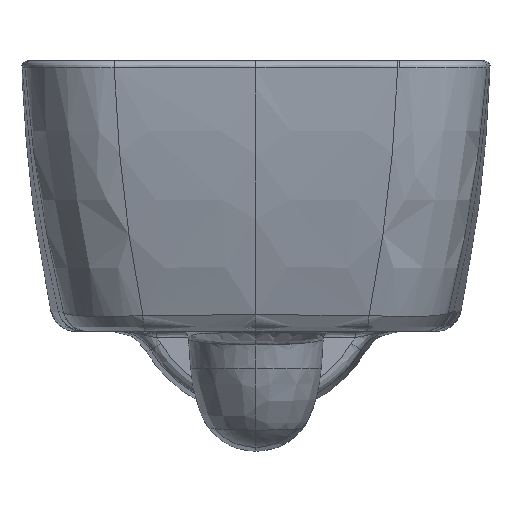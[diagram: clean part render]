
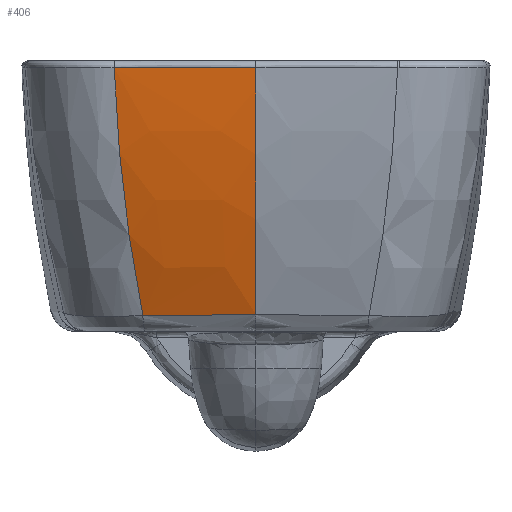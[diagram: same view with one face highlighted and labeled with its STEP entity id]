
A CAD part, front view. The second image highlights one B-rep face of the part: STEP entity #406.
In plain terms, the highlighted free-form (B-spline) face has degree [3, 3] with [7, 7] control points.
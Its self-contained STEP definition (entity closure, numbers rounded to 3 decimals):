
#262=B_SPLINE_SURFACE_WITH_KNOTS('',3,3,((#31569,#31570,#31571,#31572,#31573,
#31574,#31575),(#31576,#31577,#31578,#31579,#31580,#31581,#31582),(#31583,
#31584,#31585,#31586,#31587,#31588,#31589),(#31590,#31591,#31592,#31593,
#31594,#31595,#31596),(#31597,#31598,#31599,#31600,#31601,#31602,#31603),
(#31604,#31605,#31606,#31607,#31608,#31609,#31610),(#31611,#31612,#31613,
#31614,#31615,#31616,#31617)),.UNSPECIFIED.,.F.,.F.,.F.,(4,1,1,1,4),(4,
1,1,1,4),(0.,0.252,0.524,0.797,1.),(0.,
0.25,0.5,0.75,1.),.UNSPECIFIED.);
#406=ADVANCED_FACE('',(#575),#262,.T.);
#575=FACE_OUTER_BOUND('',#741,.T.);
#741=EDGE_LOOP('',(#1459,#1460,#1461,#1462,#1463,#1464));
#1459=ORIENTED_EDGE('',*,*,#1969,.T.);
#1460=ORIENTED_EDGE('',*,*,#2203,.F.);
#1461=ORIENTED_EDGE('',*,*,#2204,.F.);
#1462=ORIENTED_EDGE('',*,*,#2176,.T.);
#1463=ORIENTED_EDGE('',*,*,#1966,.T.);
#1464=ORIENTED_EDGE('',*,*,#1970,.T.);
#1668=VERTEX_POINT('',#14226);
#1675=VERTEX_POINT('',#14561);
#1676=VERTEX_POINT('',#14562);
#1678=VERTEX_POINT('',#14578);
#1808=VERTEX_POINT('',#29995);
#1825=VERTEX_POINT('',#31562);
#1966=EDGE_CURVE('',#1675,#1676,#2360,.T.);
#1969=EDGE_CURVE('',#1678,#1668,#2363,.T.);
#1970=EDGE_CURVE('',#1676,#1678,#2364,.T.);
#2176=EDGE_CURVE('',#1808,#1675,#2538,.T.);
#2203=EDGE_CURVE('',#1825,#1668,#2560,.T.);
#2204=EDGE_CURVE('',#1808,#1825,#2561,.T.);
#2360=B_SPLINE_CURVE_WITH_KNOTS('',3,(#14556,#14557,#14558,#14559,#14560),
 .UNSPECIFIED.,.F.,.F.,(4,1,4),(0.,0.503,1.),.UNSPECIFIED.);
#2363=B_SPLINE_CURVE_WITH_KNOTS('',3,(#14574,#14575,#14576,#14577),
 .UNSPECIFIED.,.F.,.F.,(4,4),(0.,1.),.UNSPECIFIED.);
#2364=B_SPLINE_CURVE_WITH_KNOTS('',3,(#14579,#14580,#14581,#14582,#14583,
#14584),.UNSPECIFIED.,.F.,.F.,(4,1,1,4),(0.,0.156,0.684,
1.),.UNSPECIFIED.);
#2538=B_SPLINE_CURVE_WITH_KNOTS('',3,(#30000,#30001,#30002,#30003,#30004,
#30005),.UNSPECIFIED.,.F.,.F.,(4,2,4),(0.,0.5,1.),.UNSPECIFIED.);
#2560=B_SPLINE_CURVE_WITH_KNOTS('',3,(#31558,#31559,#31560,#31561),
 .UNSPECIFIED.,.F.,.F.,(4,4),(0.,1.),.UNSPECIFIED.);
#2561=B_SPLINE_CURVE_WITH_KNOTS('',3,(#31563,#31564,#31565,#31566,#31567,
#31568),.UNSPECIFIED.,.F.,.F.,(4,2,4),(0.,0.5,1.),.UNSPECIFIED.);
#14226=CARTESIAN_POINT('',(0.,-529.59,-5.397));
#14556=CARTESIAN_POINT('',(0.,-487.519,-200.182));
#14557=CARTESIAN_POINT('',(0.,-491.979,-187.808));
#14558=CARTESIAN_POINT('',(0.,-500.2,-162.972));
#14559=CARTESIAN_POINT('',(0.,-507.111,-137.741));
#14560=CARTESIAN_POINT('',(0.,-510.218,-125.12));
#14561=CARTESIAN_POINT('',(0.,-487.519,-200.182));
#14562=CARTESIAN_POINT('',(0.,-510.218,-125.12));
#14574=CARTESIAN_POINT('',(0.,-528.063,-22.183));
#14575=CARTESIAN_POINT('',(0.,-528.635,-16.594));
#14576=CARTESIAN_POINT('',(0.,-529.144,-10.998));
#14577=CARTESIAN_POINT('',(0.,-529.59,-5.397));
#14578=CARTESIAN_POINT('',(0.,-528.063,-22.183));
#14579=CARTESIAN_POINT('',(0.,-510.218,-125.12));
#14580=CARTESIAN_POINT('',(0.,-511.515,-119.851));
#14581=CARTESIAN_POINT('',(0.,-516.964,-96.63));
#14582=CARTESIAN_POINT('',(0.,-523.304,-62.335));
#14583=CARTESIAN_POINT('',(0.,-526.943,-33.128));
#14584=CARTESIAN_POINT('',(0.,-528.063,-22.183));
#29995=CARTESIAN_POINT('',(-89.161,-482.176,-200.763));
#30000=CARTESIAN_POINT('',(-89.161,-482.176,-200.762));
#30001=CARTESIAN_POINT('',(-74.312,-483.964,-200.575));
#30002=CARTESIAN_POINT('',(-59.454,-485.283,-200.431));
#30003=CARTESIAN_POINT('',(-29.7,-487.061,-200.234));
#30004=CARTESIAN_POINT('',(-14.811,-487.519,-200.182));
#30005=CARTESIAN_POINT('',(0.,-487.519,-200.182));
#31558=CARTESIAN_POINT('',(-111.723,-527.687,-5.498));
#31559=CARTESIAN_POINT('',(-74.496,-528.964,-5.425));
#31560=CARTESIAN_POINT('',(-37.246,-529.582,-5.398));
#31561=CARTESIAN_POINT('',(0.,-529.59,-5.397));
#31562=CARTESIAN_POINT('',(-111.723,-527.687,-5.498));
#31563=CARTESIAN_POINT('',(-89.161,-482.176,-200.762));
#31564=CARTESIAN_POINT('',(-95.385,-493.911,-169.518));
#31565=CARTESIAN_POINT('',(-100.444,-503.58,-137.634));
#31566=CARTESIAN_POINT('',(-108.032,-518.796,-72.565));
#31567=CARTESIAN_POINT('',(-110.571,-524.337,-39.374));
#31568=CARTESIAN_POINT('',(-111.724,-527.687,-5.498));
#31569=CARTESIAN_POINT('',(-113.646,-527.745,-4.257));
#31570=CARTESIAN_POINT('',(-104.59,-528.055,-4.252));
#31571=CARTESIAN_POINT('',(-86.19,-528.61,-4.237));
#31572=CARTESIAN_POINT('',(-57.882,-529.224,-4.211));
#31573=CARTESIAN_POINT('',(-29.069,-529.601,-4.188));
#31574=CARTESIAN_POINT('',(-9.688,-529.686,-4.18));
#31575=CARTESIAN_POINT('',(0.,-529.686,-4.179));
#31576=CARTESIAN_POINT('',(-112.908,-526.057,-21.539));
#31577=CARTESIAN_POINT('',(-103.93,-526.428,-21.514));
#31578=CARTESIAN_POINT('',(-85.693,-527.087,-21.445));
#31579=CARTESIAN_POINT('',(-57.618,-527.812,-21.32));
#31580=CARTESIAN_POINT('',(-28.99,-528.258,-21.207));
#31581=CARTESIAN_POINT('',(-9.676,-528.36,-21.163));
#31582=CARTESIAN_POINT('',(0.,-528.362,-21.155));
#31583=CARTESIAN_POINT('',(-110.625,-521.364,-57.143));
#31584=CARTESIAN_POINT('',(-101.817,-521.85,-57.122));
#31585=CARTESIAN_POINT('',(-83.946,-522.707,-57.066));
#31586=CARTESIAN_POINT('',(-56.462,-523.646,-56.924));
#31587=CARTESIAN_POINT('',(-28.432,-524.234,-56.713));
#31588=CARTESIAN_POINT('',(-9.498,-524.386,-56.519));
#31589=CARTESIAN_POINT('',(0.,-524.401,-56.405));
#31590=CARTESIAN_POINT('',(-104.915,-510.609,-110.094));
#31591=CARTESIAN_POINT('',(-96.437,-511.252,-110.069));
#31592=CARTESIAN_POINT('',(-79.321,-512.379,-109.999));
#31593=CARTESIAN_POINT('',(-53.206,-513.609,-109.847));
#31594=CARTESIAN_POINT('',(-26.732,-514.38,-109.653));
#31595=CARTESIAN_POINT('',(-8.922,-514.58,-109.501));
#31596=CARTESIAN_POINT('',(0.,-514.6,-109.42));
#31597=CARTESIAN_POINT('',(-97.49,-497.084,-158.724));
#31598=CARTESIAN_POINT('',(-89.468,-497.858,-158.715));
#31599=CARTESIAN_POINT('',(-73.469,-499.2,-158.69));
#31600=CARTESIAN_POINT('',(-49.36,-500.637,-158.627));
#31601=CARTESIAN_POINT('',(-24.954,-501.519,-158.529));
#31602=CARTESIAN_POINT('',(-8.383,-501.741,-158.437));
#31603=CARTESIAN_POINT('',(0.,-501.758,-158.383));
#31604=CARTESIAN_POINT('',(-91.674,-486.58,-189.045));
#31605=CARTESIAN_POINT('',(-83.828,-487.438,-189.039));
#31606=CARTESIAN_POINT('',(-68.214,-488.913,-189.023));
#31607=CARTESIAN_POINT('',(-45.058,-490.466,-188.99));
#31608=CARTESIAN_POINT('',(-22.249,-491.395,-188.952));
#31609=CARTESIAN_POINT('',(-7.351,-491.608,-188.926));
#31610=CARTESIAN_POINT('',(0.,-491.612,-188.914));
#31611=CARTESIAN_POINT('',(-88.997,-481.746,-201.887));
#31612=CARTESIAN_POINT('',(-81.307,-482.64,-201.884));
#31613=CARTESIAN_POINT('',(-66.081,-484.168,-201.875));
#31614=CARTESIAN_POINT('',(-43.641,-485.765,-201.858));
#31615=CARTESIAN_POINT('',(-21.584,-486.711,-201.84));
#31616=CARTESIAN_POINT('',(-7.147,-486.923,-201.829));
#31617=CARTESIAN_POINT('',(0.,-486.924,-201.825));
